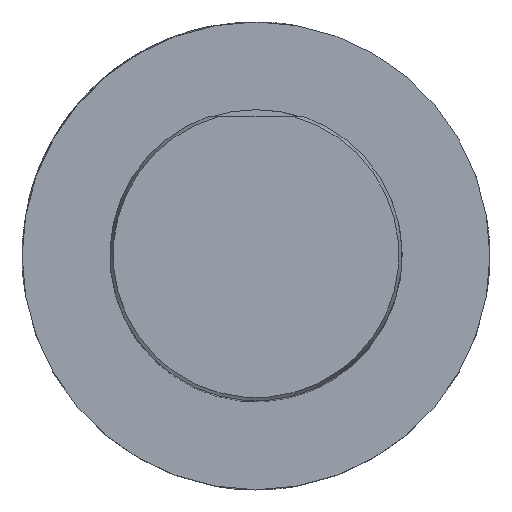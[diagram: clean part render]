
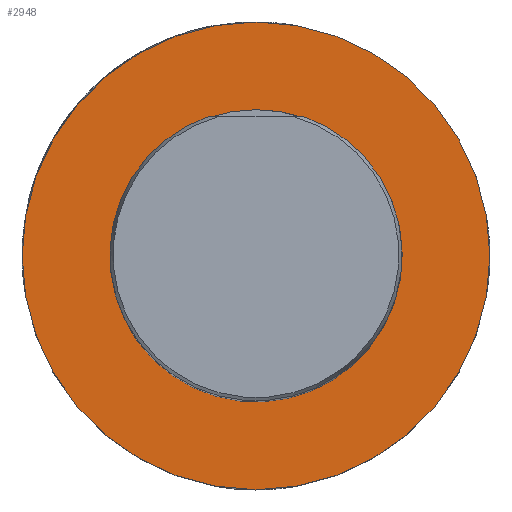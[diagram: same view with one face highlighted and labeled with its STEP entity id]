
A CAD part, top view. The second image highlights one B-rep face of the part: STEP entity #2948.
In plain terms, the highlighted planar face has unit normal (0, 0, 1).
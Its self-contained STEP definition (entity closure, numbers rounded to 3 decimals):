
#2301=FACE_BOUND('',#3659,.T.);
#2302=FACE_BOUND('',#3660,.T.);
#2739=PLANE('',#7311);
#2948=ADVANCED_FACE('',(#2301,#2302),#2739,.T.);
#3659=EDGE_LOOP('',(#4736));
#3660=EDGE_LOOP('',(#4737));
#3848=CIRCLE('',#7108,20.);
#3924=CIRCLE('',#7310,12.15);
#4736=ORIENTED_EDGE('',*,*,#6026,.F.);
#4737=ORIENTED_EDGE('',*,*,#6371,.F.);
#5515=VERTEX_POINT('',#9116);
#5763=VERTEX_POINT('',#12788);
#6026=EDGE_CURVE('',#5515,#5515,#3848,.T.);
#6371=EDGE_CURVE('',#5763,#5763,#3924,.T.);
#7108=AXIS2_PLACEMENT_3D('',#9115,#7592,#7593);
#7310=AXIS2_PLACEMENT_3D('',#12787,#8088,#8089);
#7311=AXIS2_PLACEMENT_3D('',#12789,#8090,#8091);
#7592=DIRECTION('',(0.,0.,-1.));
#7593=DIRECTION('',(-1.,0.,0.));
#8088=DIRECTION('',(0.,0.,1.));
#8089=DIRECTION('',(1.,0.,0.));
#8090=DIRECTION('',(0.,0.,1.));
#8091=DIRECTION('',(-1.,0.,0.));
#9115=CARTESIAN_POINT('',(0.,0.,13.));
#9116=CARTESIAN_POINT('',(-20.,0.,13.));
#12787=CARTESIAN_POINT('',(0.,0.,13.));
#12788=CARTESIAN_POINT('',(12.15,0.,13.));
#12789=CARTESIAN_POINT('',(0.,0.,13.));
